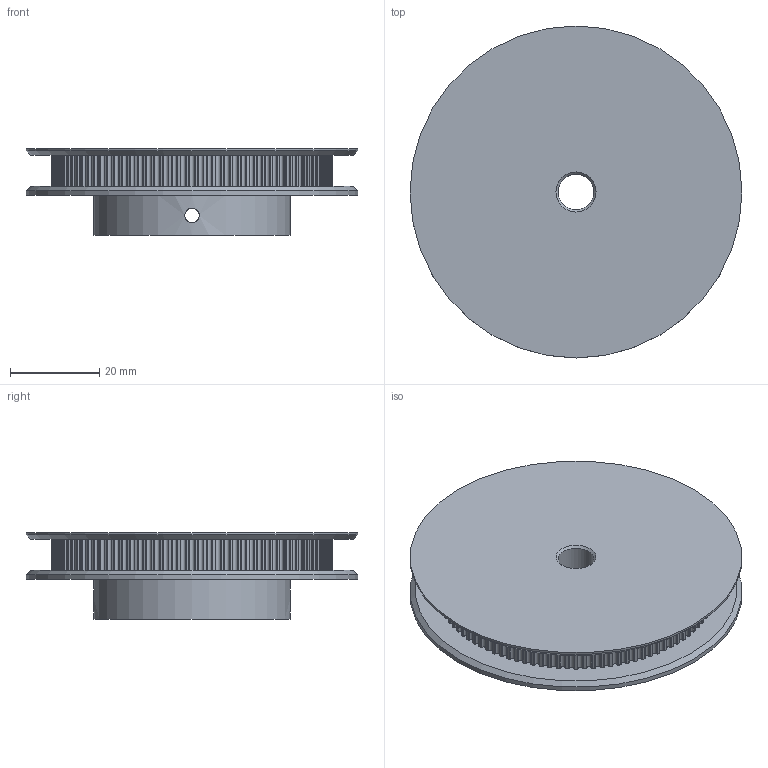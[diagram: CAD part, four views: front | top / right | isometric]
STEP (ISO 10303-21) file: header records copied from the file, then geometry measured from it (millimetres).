
FILE_DESCRIPTION(/* description */ (''),/* implementation_level */ '2;1');
FILE_NAME(/* name */ 'Parametric GT2 100 pulley.step',/* time_stamp */ '2025-08-08T09:11:24+10:00',/* author */ (''),/* organization */ (''),/* preprocessor_version */ 'ST-DEVELOPER v20.1',/* originating_system */ 'Autodesk Translation Framework v14.10.0.0',/* authorisation */ '');
FILE_SCHEMA (('AUTOMOTIVE_DESIGN { 1 0 10303 214 3 1 1 }'));
Length unit declared in the file: millimetre
Products named in the file (1): Parametric GT2 100 pulley v3
Bounding box: 74.52 x 74.52 x 19.5 mm (x, y, z)
Volume: 48690.9 mm3; surface area: 15993.1 mm2
Topology: 1 solids, 1 shells, 428 faces, 1266 edges, 845 vertices
Faces by surface type: cylinder 408, plane 17, cone 3
Full cylindrical faces by diameter (mm): 3.25 x4, 8 x1, 44.208 x1, 74.522 x2
Entity records: 15014 total; most frequent: DIRECTION 2929, CARTESIAN_POINT 2678, ORIENTED_EDGE 2532, EDGE_CURVE 1266, AXIS2_PLACEMENT_3D 1244, VERTEX_POINT 845, CIRCLE 815, EDGE_LOOP 443
